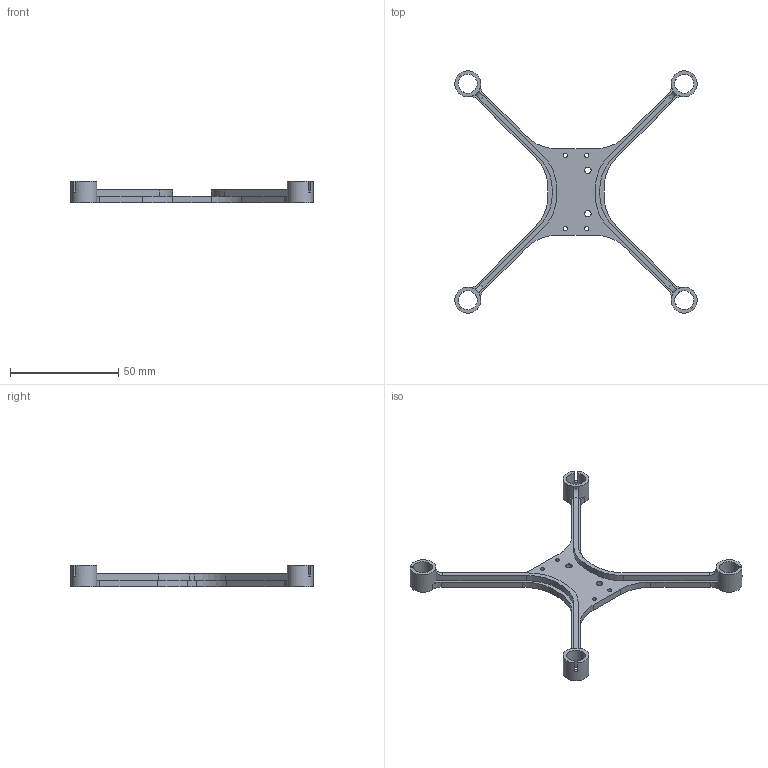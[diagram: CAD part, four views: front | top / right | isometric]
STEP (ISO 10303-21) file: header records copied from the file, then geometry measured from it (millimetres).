
FILE_DESCRIPTION(('STEP AP242'), '1');
FILE_NAME('frame', '', ('UNSPECIFIED'), ('UNSPECIFIED'), 'C3D Converter', 'C3D Toolkit', '');
FILE_SCHEMA(('AP242_MANAGED_MODEL_BASED_3D_ENGINEERING_MIM_LF { 1 0 10303 442 1 1 4 }'));
Length unit declared in the file: millimetre
Bounding box: 112 x 112 x 10 mm (x, y, z)
Volume: 9188.5 mm3; surface area: 9637.2 mm2
Topology: 1 solids, 1 shells, 88 faces, 266 edges, 176 vertices
Faces by surface type: plane 46, cylinder 38, torus 4
Full cylindrical faces by diameter (mm): 2 x4, 3 x2, 8.7 x4, 12 x4
Entity records: 3220 total; most frequent: CARTESIAN_POINT 717, DIRECTION 530, ORIENTED_EDGE 504, EDGE_CURVE 252, AXIS2_PLACEMENT_3D 197, VERTEX_POINT 176, LINE 136, VECTOR 136
